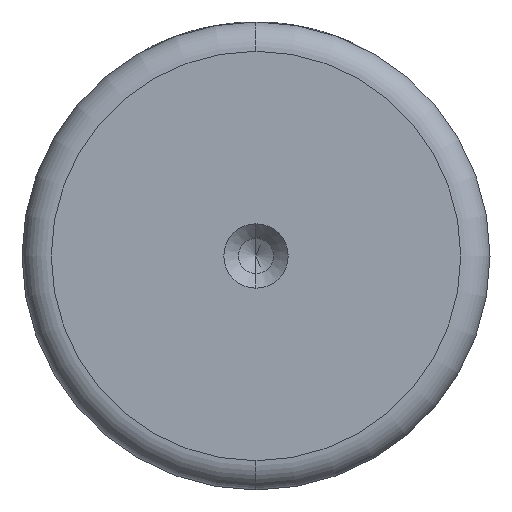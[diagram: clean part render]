
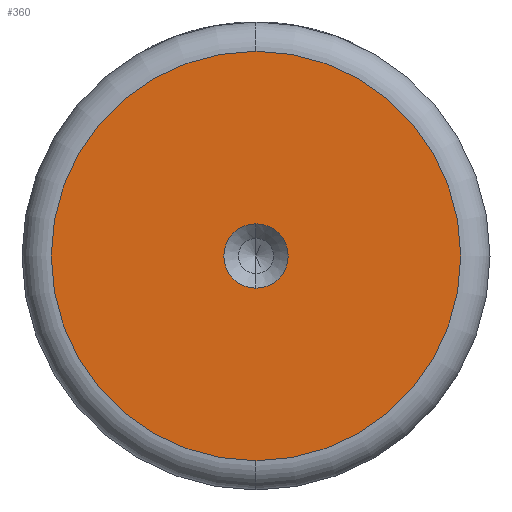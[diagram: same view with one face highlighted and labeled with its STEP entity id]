
A CAD part, left-side view. The second image highlights one B-rep face of the part: STEP entity #360.
In plain terms, the highlighted planar face has unit normal (-1, 0, 0).
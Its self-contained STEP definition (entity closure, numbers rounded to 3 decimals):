
#11 = CIRCLE ( 'NONE', #816, 3.3 ) ;
#65 = EDGE_LOOP ( 'NONE', ( #601, #455 ) ) ;
#85 = DIRECTION ( 'NONE',  ( -1., 0., 0. ) ) ;
#209 = EDGE_CURVE ( 'NONE', #841, #676, #11, .T. ) ;
#220 = DIRECTION ( 'NONE',  ( -1., 0., 0. ) ) ;
#232 = CARTESIAN_POINT ( 'NONE',  ( 0., 0., 0. ) ) ;
#255 = CARTESIAN_POINT ( 'NONE',  ( 0., 0., -21. ) ) ;
#277 = CARTESIAN_POINT ( 'NONE',  ( 0., 0., 3.3 ) ) ;
#320 = EDGE_LOOP ( 'NONE', ( #548, #1417 ) ) ;
#359 = DIRECTION ( 'NONE',  ( 0., 0., 1. ) ) ;
#360 = ADVANCED_FACE ( 'NONE', ( #502, #593 ), #911, .T. ) ;
#383 = CARTESIAN_POINT ( 'NONE',  ( 0., 0., 0. ) ) ;
#388 = AXIS2_PLACEMENT_3D ( 'NONE', #383, #1168, #494 ) ;
#455 = ORIENTED_EDGE ( 'NONE', *, *, #783, .T. ) ;
#494 = DIRECTION ( 'NONE',  ( 0., 0., 1. ) ) ;
#502 = FACE_BOUND ( 'NONE', #320, .T. ) ;
#547 = AXIS2_PLACEMENT_3D ( 'NONE', #1247, #579, #1352 ) ;
#548 = ORIENTED_EDGE ( 'NONE', *, *, #209, .F. ) ;
#579 = DIRECTION ( 'NONE',  ( -1., 0., 0. ) ) ;
#593 = FACE_OUTER_BOUND ( 'NONE', #65, .T. ) ;
#601 = ORIENTED_EDGE ( 'NONE', *, *, #1338, .T. ) ;
#676 = VERTEX_POINT ( 'NONE', #953 ) ;
#778 = CARTESIAN_POINT ( 'NONE',  ( 0., 0., 0. ) ) ;
#780 = CIRCLE ( 'NONE', #388, 21. ) ;
#783 = EDGE_CURVE ( 'NONE', #1464, #1415, #780, .T. ) ;
#816 = AXIS2_PLACEMENT_3D ( 'NONE', #902, #220, #1021 ) ;
#841 = VERTEX_POINT ( 'NONE', #277 ) ;
#890 = DIRECTION ( 'NONE',  ( 0., 0., 1. ) ) ;
#902 = CARTESIAN_POINT ( 'NONE',  ( 0., 0., 0. ) ) ;
#911 = PLANE ( 'NONE',  #939 ) ;
#939 = AXIS2_PLACEMENT_3D ( 'NONE', #232, #1031, #359 ) ;
#949 = AXIS2_PLACEMENT_3D ( 'NONE', #778, #85, #890 ) ;
#953 = CARTESIAN_POINT ( 'NONE',  ( 0., 0., -3.3 ) ) ;
#1021 = DIRECTION ( 'NONE',  ( 0., 0., 1. ) ) ;
#1031 = DIRECTION ( 'NONE',  ( -1., 0., 0. ) ) ;
#1034 = CIRCLE ( 'NONE', #949, 3.3 ) ;
#1168 = DIRECTION ( 'NONE',  ( -1., 0., 0. ) ) ;
#1215 = EDGE_CURVE ( 'NONE', #676, #841, #1034, .T. ) ;
#1247 = CARTESIAN_POINT ( 'NONE',  ( 0., 0., 0. ) ) ;
#1254 = CARTESIAN_POINT ( 'NONE',  ( 0., 0., 21. ) ) ;
#1338 = EDGE_CURVE ( 'NONE', #1415, #1464, #1440, .T. ) ;
#1352 = DIRECTION ( 'NONE',  ( 0., 0., 1. ) ) ;
#1415 = VERTEX_POINT ( 'NONE', #1254 ) ;
#1417 = ORIENTED_EDGE ( 'NONE', *, *, #1215, .F. ) ;
#1440 = CIRCLE ( 'NONE', #547, 21. ) ;
#1464 = VERTEX_POINT ( 'NONE', #255 ) ;
